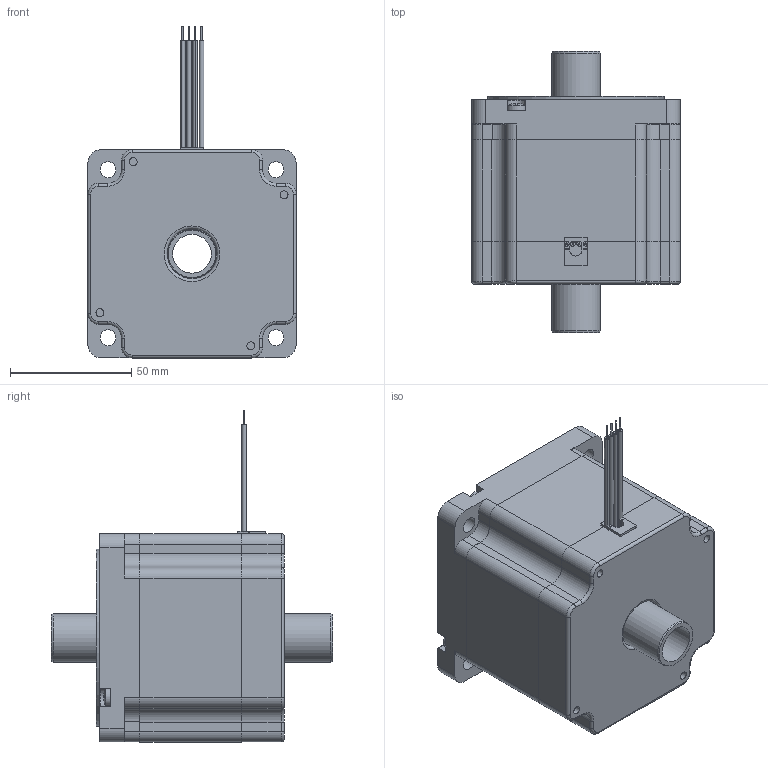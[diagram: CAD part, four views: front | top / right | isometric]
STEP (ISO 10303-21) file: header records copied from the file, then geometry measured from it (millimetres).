
FILE_DESCRIPTION(/* description */ (''),/* implementation_level */ '2;1');
FILE_NAME(/* name */ '34HS2076-4D-300.stp',/* time_stamp */ '2020-08-26T14:12:40+08:00',/* author */ ('dzp-qch5853'),/* organization */ (''),/* preprocessor_version */ 'ST-DEVELOPER v16.1',/* originating_system */ 'Autodesk Inventor 2016',/* authorisation */ '');
FILE_SCHEMA (('AUTOMOTIVE_DESIGN { 1 0 10303 214 3 1 1 }'));
Length unit declared in the file: millimetre
Products named in the file (20): 01-013（前盖）; 01-014（后盖）; 04-419-1; 07-006（86磁钢）; 03-026(34H2080转子铁芯); 34H2080转子总成; 02-029（定子磨削）; 15-001-056（34H2080); 12-021（骨架）; 09-010-1（红）; 09-010-2（红白）; 09-010-3（绿）; 09-010-4（绿白）; 02-030-3（5.5A）; 06-010（预紧）; 10-005（调整垫片）; 07-012（6004轴承）; 11-011螺钉; 12-010（护线套）; 34H2076-4D-300-001
Assembly tree (25 placements, depth 3):
  34H2076-4D-300-001
    01-013（前盖）
    01-014（后盖）
    34H2080转子总成
      04-419-1
      07-006（86磁钢）
      03-026(34H2080转子铁芯)  x2
    02-030-3（5.5A）
      02-029（定子磨削）
      15-001-056（34H2080)
      12-021（骨架）  x2
      09-010-1（红）
      09-010-2（红白）
      09-010-3（绿）
      09-010-4（绿白）
    06-010（预紧）
    10-005（调整垫片）
    07-012（6004轴承）  x2
    11-011螺钉  x4
    12-010（护线套）
Bounding box: 86 x 116 x 137 mm (x, y, z)
Volume: 370785.2 mm3; surface area: 215538.8 mm2
Topology: 35 solids, 35 shells, 2148 faces, 6149 edges, 4058 vertices
Faces by surface type: cylinder 1241, plane 857, torus 33, cone 13, sphere 4
Full cylindrical faces by diameter (mm): 0.6 x4, 1 x16, 2 x12, 3.3 x4, 4 x4, 4.45 x8, 4.5 x4, 5 x2, 6.57 x4, 8 x4, 16 x1, 20 x4, 20.6 x1, 21 x1, 22 x3, 23 x2, 34 x1, 36 x1, 40 x2, 42 x5, 48 x1, 52.3 x2, 53.5 x2, 73 x1, 74.4 x2, 80 x2
Entity records: 45252 total; most frequent: DIRECTION 8266, CARTESIAN_POINT 7686, ORIENTED_EDGE 7506, EDGE_CURVE 3753, AXIS2_PLACEMENT_3D 3097, VERTEX_POINT 2517, LINE 2072, VECTOR 2072
